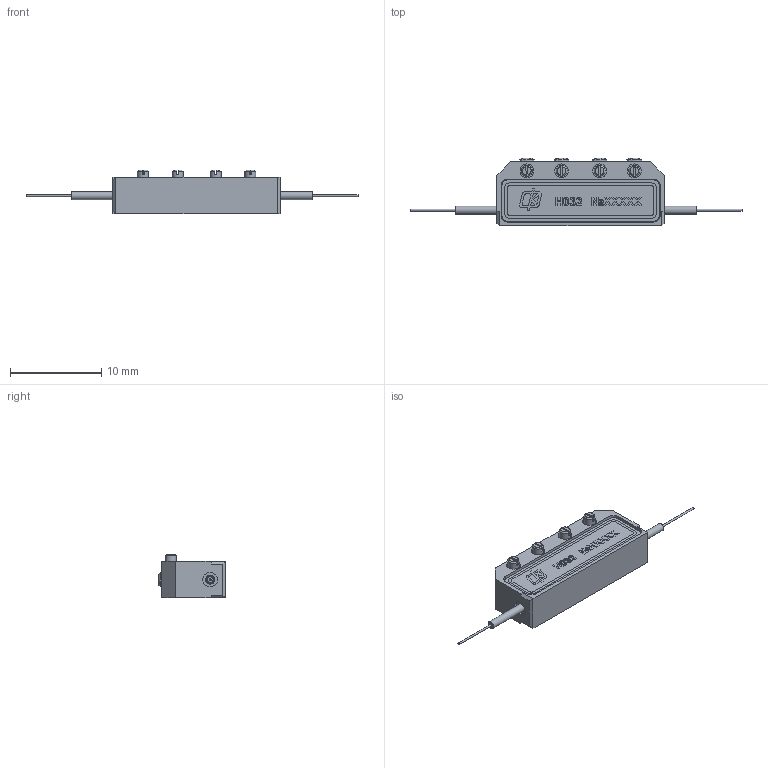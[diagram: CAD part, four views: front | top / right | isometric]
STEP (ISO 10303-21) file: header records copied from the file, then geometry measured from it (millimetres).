
FILE_DESCRIPTION(('STEP AP203'), '1');
FILE_NAME('ÍØÁÀ.468844.180_Ôèëüòð ÔÏÐ-4-22,96-750-ÍÏ', '', ('UNSPECIFIED'), ('UNSPECIFIED'), 'ASCON STEP Converter 1.6', 'ASCON Math Kernel', '');
FILE_SCHEMA(('CONFIG_CONTROL_DESIGN'));
Length unit declared in the file: millimetre
Products named in the file (1): НШБА.468844.180_Фильтр ФПР-4-22,96-750-НП
Bounding box: 36.3 x 7.38 x 4.8 mm (x, y, z)
Volume: 476 mm3; surface area: 981.4 mm2
Topology: 7 solids, 7 shells, 625 faces, 1589 edges, 1058 vertices
Faces by surface type: plane 389, bspline 127, cylinder 89, cone 20
Full cylindrical faces by diameter (mm): 0.2 x2, 0.22 x2, 0.64 x2, 0.66 x2, 0.86 x2, 0.95 x4, 1 x2, 1.2 x4, 1.5 x4, 1.6 x2, 1.8 x4
Entity records: 37176 total; most frequent: CARTESIAN_POINT 18042, ORIENTED_EDGE 3110, DIRECTION 2365, EDGE_CURVE 1555, VERTEX_POINT 1058, LINE 955, VECTOR 955, EDGE_LOOP 739
